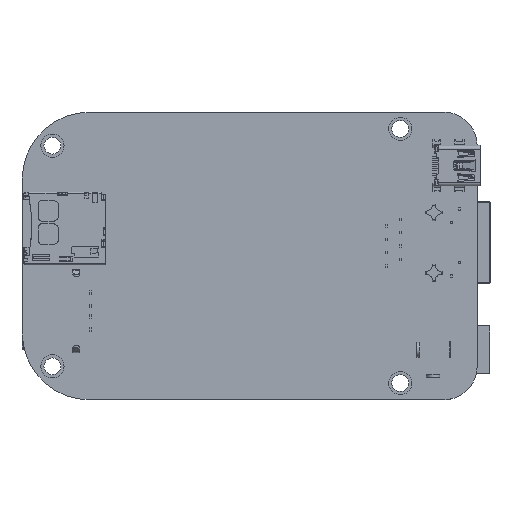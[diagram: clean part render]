
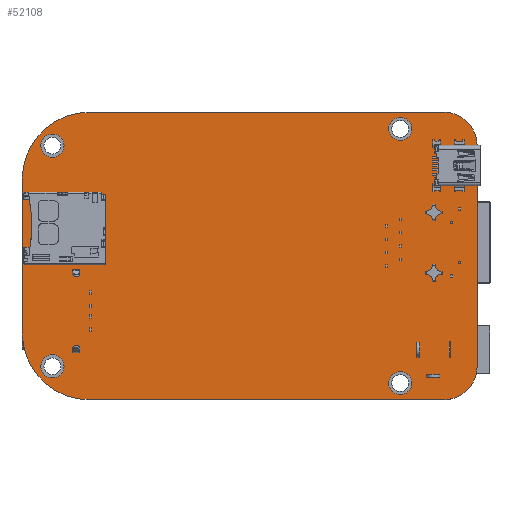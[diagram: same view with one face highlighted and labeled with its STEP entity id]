
A CAD part, top view. The second image highlights one B-rep face of the part: STEP entity #52108.
In plain terms, the highlighted planar face has unit normal (0, 0, 1).
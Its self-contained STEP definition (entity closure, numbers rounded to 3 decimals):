
#51564=CARTESIAN_POINT('',(26.375,24.13,1.6));
#51565=VERTEX_POINT('',#51564);
#51581=CARTESIAN_POINT('',(30.775,24.13,1.6));
#51582=VERTEX_POINT('',#51581);
#51589=CARTESIAN_POINT('',(28.575,24.13,1.6));
#51590=DIRECTION('',(0.0,0.0,-1.0));
#51591=DIRECTION('',(-1.0,0.0,0.0));
#51592=AXIS2_PLACEMENT_3D('',#51589,#51590,#51591);
#51593=CIRCLE('',#51592,2.2);
#51594=EDGE_CURVE('',#51565,#51582,#51593,.T.);
#51606=CARTESIAN_POINT('',(26.375,-24.13,1.6));
#51607=VERTEX_POINT('',#51606);
#51623=CARTESIAN_POINT('',(30.775,-24.13,1.6));
#51624=VERTEX_POINT('',#51623);
#51631=CARTESIAN_POINT('',(28.575,-24.13,1.6));
#51632=DIRECTION('',(0.0,0.0,-1.0));
#51633=DIRECTION('',(-1.0,0.0,0.0));
#51634=AXIS2_PLACEMENT_3D('',#51631,#51632,#51633);
#51635=CIRCLE('',#51634,2.2);
#51636=EDGE_CURVE('',#51607,#51624,#51635,.T.);
#51648=CARTESIAN_POINT('',(-39.665,-20.955,1.6));
#51649=VERTEX_POINT('',#51648);
#51665=CARTESIAN_POINT('',(-35.265,-20.955,1.6));
#51666=VERTEX_POINT('',#51665);
#51673=CARTESIAN_POINT('',(-37.465,-20.955,1.6));
#51674=DIRECTION('',(0.0,0.0,-1.0));
#51675=DIRECTION('',(-1.0,0.0,0.0));
#51676=AXIS2_PLACEMENT_3D('',#51673,#51674,#51675);
#51677=CIRCLE('',#51676,2.2);
#51678=EDGE_CURVE('',#51649,#51666,#51677,.T.);
#51690=CARTESIAN_POINT('',(-39.665,20.955,1.6));
#51691=VERTEX_POINT('',#51690);
#51707=CARTESIAN_POINT('',(-35.265,20.955,1.6));
#51708=VERTEX_POINT('',#51707);
#51715=CARTESIAN_POINT('',(-37.465,20.955,1.6));
#51716=DIRECTION('',(0.0,0.0,-1.0));
#51717=DIRECTION('',(-1.0,0.0,0.0));
#51718=AXIS2_PLACEMENT_3D('',#51715,#51716,#51717);
#51719=CIRCLE('',#51718,2.2);
#51720=EDGE_CURVE('',#51691,#51708,#51719,.T.);
#51731=CARTESIAN_POINT('',(-37.465,20.955,1.6));
#51732=DIRECTION('',(0.0,0.0,-1.0));
#51733=DIRECTION('',(-1.0,0.0,0.0));
#51734=AXIS2_PLACEMENT_3D('',#51731,#51732,#51733);
#51735=CIRCLE('',#51734,2.2);
#51736=EDGE_CURVE('',#51708,#51691,#51735,.T.);
#51755=CARTESIAN_POINT('',(-37.465,-20.955,1.6));
#51756=DIRECTION('',(0.0,0.0,-1.0));
#51757=DIRECTION('',(-1.0,0.0,0.0));
#51758=AXIS2_PLACEMENT_3D('',#51755,#51756,#51757);
#51759=CIRCLE('',#51758,2.2);
#51760=EDGE_CURVE('',#51666,#51649,#51759,.T.);
#51779=CARTESIAN_POINT('',(28.575,-24.13,1.6));
#51780=DIRECTION('',(0.0,0.0,-1.0));
#51781=DIRECTION('',(-1.0,0.0,0.0));
#51782=AXIS2_PLACEMENT_3D('',#51779,#51780,#51781);
#51783=CIRCLE('',#51782,2.2);
#51784=EDGE_CURVE('',#51624,#51607,#51783,.T.);
#51803=CARTESIAN_POINT('',(28.575,24.13,1.6));
#51804=DIRECTION('',(0.0,0.0,-1.0));
#51805=DIRECTION('',(-1.0,0.0,0.0));
#51806=AXIS2_PLACEMENT_3D('',#51803,#51804,#51805);
#51807=CIRCLE('',#51806,2.2);
#51808=EDGE_CURVE('',#51582,#51565,#51807,.T.);
#51826=CARTESIAN_POINT('',(36.836,27.305,1.6));
#51827=VERTEX_POINT('',#51826);
#51828=CARTESIAN_POINT('',(43.174,20.955,1.6));
#51829=VERTEX_POINT('',#51828);
#51830=CARTESIAN_POINT('',(36.834,20.966,1.6));
#51831=DIRECTION('',(0.,0.,-1.0));
#51832=DIRECTION('',(0.708,0.706,0.));
#51833=AXIS2_PLACEMENT_3D('',#51830,#51831,#51832);
#51834=CIRCLE('',#51833,6.339);
#51835=EDGE_CURVE('',#51827,#51829,#51834,.T.);
#51868=CARTESIAN_POINT('',(43.18,-20.955,1.6));
#51869=VERTEX_POINT('',#51868);
#51870=CARTESIAN_POINT('',(43.174,20.955,1.6));
#51871=DIRECTION('',(0.,-1.,0.0));
#51872=VECTOR('',#51871,41.91);
#51873=LINE('',#51870,#51872);
#51874=EDGE_CURVE('',#51829,#51869,#51873,.T.);
#51899=CARTESIAN_POINT('',(36.83,-27.305,1.6));
#51900=VERTEX_POINT('',#51899);
#51901=CARTESIAN_POINT('',(36.83,-20.955,1.6));
#51902=DIRECTION('',(0.,0.,-1.0));
#51903=DIRECTION('',(0.707,-0.707,0.));
#51904=AXIS2_PLACEMENT_3D('',#51901,#51902,#51903);
#51905=CIRCLE('',#51904,6.35);
#51906=EDGE_CURVE('',#51869,#51900,#51905,.T.);
#51932=CARTESIAN_POINT('',(-30.48,-27.305,1.6));
#51933=VERTEX_POINT('',#51932);
#51934=CARTESIAN_POINT('',(36.83,-27.305,1.6));
#51935=DIRECTION('',(-1.0,0.0,0.0));
#51936=VECTOR('',#51935,67.31);
#51937=LINE('',#51934,#51936);
#51938=EDGE_CURVE('',#51900,#51933,#51937,.T.);
#51963=CARTESIAN_POINT('',(-43.18,-14.605,1.6));
#51964=VERTEX_POINT('',#51963);
#51965=CARTESIAN_POINT('',(-30.48,-14.605,1.6));
#51966=DIRECTION('',(0.,0.,-1.0));
#51967=DIRECTION('',(-0.707,-0.707,0.));
#51968=AXIS2_PLACEMENT_3D('',#51965,#51966,#51967);
#51969=CIRCLE('',#51968,12.7);
#51970=EDGE_CURVE('',#51933,#51964,#51969,.T.);
#51996=CARTESIAN_POINT('',(-43.18,14.605,1.6));
#51997=VERTEX_POINT('',#51996);
#51998=CARTESIAN_POINT('',(-43.18,-14.605,1.6));
#51999=DIRECTION('',(0.0,1.0,0.0));
#52000=VECTOR('',#51999,29.21);
#52001=LINE('',#51998,#52000);
#52002=EDGE_CURVE('',#51964,#51997,#52001,.T.);
#52027=CARTESIAN_POINT('',(-30.48,27.305,1.6));
#52028=VERTEX_POINT('',#52027);
#52029=CARTESIAN_POINT('',(-30.48,14.605,1.6));
#52030=DIRECTION('',(0.,0.,-1.0));
#52031=DIRECTION('',(-0.707,0.707,0.));
#52032=AXIS2_PLACEMENT_3D('',#52029,#52030,#52031);
#52033=CIRCLE('',#52032,12.7);
#52034=EDGE_CURVE('',#51997,#52028,#52033,.T.);
#52060=CARTESIAN_POINT('',(-30.48,27.305,1.6));
#52061=DIRECTION('',(1.0,0.0,0.0));
#52062=VECTOR('',#52061,67.316);
#52063=LINE('',#52060,#52062);
#52064=EDGE_CURVE('',#52028,#51827,#52063,.T.);
#52077=CARTESIAN_POINT('',(0.969,0.,1.6));
#52078=DIRECTION('',(0.0,0.0,-1.0));
#52079=DIRECTION('',(-1.0,0.0,0.0));
#52080=AXIS2_PLACEMENT_3D('',#52077,#52078,#52079);
#52081=PLANE('',#52080);
#52082=ORIENTED_EDGE('',*,*,#51835,.F.);
#52083=ORIENTED_EDGE('',*,*,#52064,.F.);
#52084=ORIENTED_EDGE('',*,*,#52034,.F.);
#52085=ORIENTED_EDGE('',*,*,#52002,.F.);
#52086=ORIENTED_EDGE('',*,*,#51970,.F.);
#52087=ORIENTED_EDGE('',*,*,#51938,.F.);
#52088=ORIENTED_EDGE('',*,*,#51906,.F.);
#52089=ORIENTED_EDGE('',*,*,#51874,.F.);
#52090=EDGE_LOOP('',(#52082,#52083,#52084,#52085,#52086,#52087,#52088,#52089));
#52091=FACE_OUTER_BOUND('',#52090,.T.);
#52092=ORIENTED_EDGE('',*,*,#51720,.T.);
#52093=ORIENTED_EDGE('',*,*,#51736,.T.);
#52094=EDGE_LOOP('',(#52092,#52093));
#52095=FACE_BOUND('',#52094,.T.);
#52096=ORIENTED_EDGE('',*,*,#51678,.T.);
#52097=ORIENTED_EDGE('',*,*,#51760,.T.);
#52098=EDGE_LOOP('',(#52096,#52097));
#52099=FACE_BOUND('',#52098,.T.);
#52100=ORIENTED_EDGE('',*,*,#51636,.T.);
#52101=ORIENTED_EDGE('',*,*,#51784,.T.);
#52102=EDGE_LOOP('',(#52100,#52101));
#52103=FACE_BOUND('',#52102,.T.);
#52104=ORIENTED_EDGE('',*,*,#51594,.T.);
#52105=ORIENTED_EDGE('',*,*,#51808,.T.);
#52106=EDGE_LOOP('',(#52104,#52105));
#52107=FACE_BOUND('',#52106,.T.);
#52108=ADVANCED_FACE('',(#52091,#52095,#52099,#52103,#52107),#52081,.F.);
